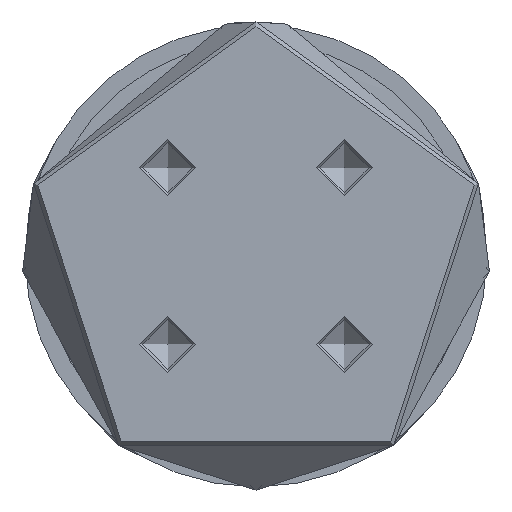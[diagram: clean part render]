
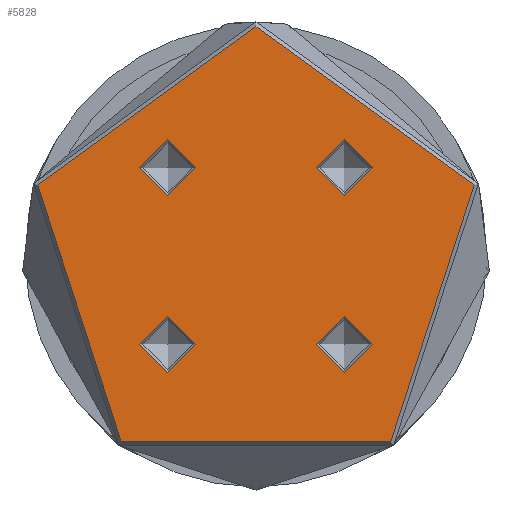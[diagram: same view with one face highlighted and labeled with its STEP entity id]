
A CAD part, front view. The second image highlights one B-rep face of the part: STEP entity #5828.
In plain terms, the highlighted face is planar.
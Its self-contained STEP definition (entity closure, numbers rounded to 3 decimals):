
#14 = AXIS2_PLACEMENT_3D ( 'NONE', #1320, #4610, #1790 ) ;
#75 = VERTEX_POINT ( 'NONE', #3012 ) ;
#110 = DIRECTION ( 'NONE',  ( 0., 0., 1. ) ) ;
#345 = EDGE_CURVE ( 'NONE', #75, #75, #1601, .T. ) ;
#368 = VERTEX_POINT ( 'NONE', #3999 ) ;
#476 = EDGE_LOOP ( 'NONE', ( #5788 ) ) ;
#803 = AXIS2_PLACEMENT_3D ( 'NONE', #4122, #1312, #4603 ) ;
#853 = FACE_BOUND ( 'NONE', #476, .T. ) ;
#1148 = ORIENTED_EDGE ( 'NONE', *, *, #4428, .F. ) ;
#1151 = CARTESIAN_POINT ( 'NONE',  ( -18.642, 14.142, 0. ) ) ;
#1281 = DIRECTION ( 'NONE',  ( 0., 0., 1. ) ) ;
#1312 = DIRECTION ( 'NONE',  ( 0., 0., -1. ) ) ;
#1320 = CARTESIAN_POINT ( 'NONE',  ( -14.142, 14.142, 0. ) ) ;
#1378 = VERTEX_POINT ( 'NONE', #4456 ) ;
#1418 = ORIENTED_EDGE ( 'NONE', *, *, #2654, .T. ) ;
#1536 = AXIS2_PLACEMENT_3D ( 'NONE', #2907, #110, #3384 ) ;
#1601 = CIRCLE ( 'NONE', #1653, 4.5 ) ;
#1653 = AXIS2_PLACEMENT_3D ( 'NONE', #2192, #5477, #2653 ) ;
#1790 = DIRECTION ( 'NONE',  ( -1., 0., 0. ) ) ;
#1952 = ORIENTED_EDGE ( 'NONE', *, *, #5757, .T. ) ;
#2182 = AXIS2_PLACEMENT_3D ( 'NONE', #4097, #1281, #4571 ) ;
#2192 = CARTESIAN_POINT ( 'NONE',  ( 14.142, -14.142, 0. ) ) ;
#2273 = CARTESIAN_POINT ( 'NONE',  ( -14.142, -14.142, 0. ) ) ;
#2653 = DIRECTION ( 'NONE',  ( 1., 0., 0. ) ) ;
#2654 = EDGE_CURVE ( 'NONE', #5753, #5753, #5976, .T. ) ;
#2727 = DIRECTION ( 'NONE',  ( -1., 0., 0. ) ) ;
#2907 = CARTESIAN_POINT ( 'NONE',  ( 14.142, 14.142, 0. ) ) ;
#2922 = AXIS2_PLACEMENT_3D ( 'NONE', #2273, #5562, #2727 ) ;
#3012 = CARTESIAN_POINT ( 'NONE',  ( 18.642, -14.142, 0. ) ) ;
#3124 = EDGE_LOOP ( 'NONE', ( #3990 ) ) ;
#3369 = FACE_OUTER_BOUND ( 'NONE', #6108, .T. ) ;
#3384 = DIRECTION ( 'NONE',  ( 1., 0., 0. ) ) ;
#3440 = FACE_BOUND ( 'NONE', #4019, .T. ) ;
#3485 = CIRCLE ( 'NONE', #1536, 4.5 ) ;
#3505 = FACE_BOUND ( 'NONE', #3124, .T. ) ;
#3514 = FACE_BOUND ( 'NONE', #4501, .T. ) ;
#3662 = PLANE ( 'NONE',  #803 ) ;
#3990 = ORIENTED_EDGE ( 'NONE', *, *, #345, .T. ) ;
#3999 = CARTESIAN_POINT ( 'NONE',  ( 36.75, 0., 0. ) ) ;
#4019 = EDGE_LOOP ( 'NONE', ( #1418 ) ) ;
#4097 = CARTESIAN_POINT ( 'NONE',  ( 0., 0., 0. ) ) ;
#4122 = CARTESIAN_POINT ( 'NONE',  ( 0., 0., 0. ) ) ;
#4311 = CIRCLE ( 'NONE', #2182, 36.75 ) ;
#4349 = EDGE_CURVE ( 'NONE', #1378, #1378, #5394, .T. ) ;
#4428 = EDGE_CURVE ( 'NONE', #4547, #4547, #3485, .T. ) ;
#4456 = CARTESIAN_POINT ( 'NONE',  ( -18.642, -14.142, 0. ) ) ;
#4501 = EDGE_LOOP ( 'NONE', ( #1148 ) ) ;
#4547 = VERTEX_POINT ( 'NONE', #4934 ) ;
#4571 = DIRECTION ( 'NONE',  ( 1., 0., 0. ) ) ;
#4603 = DIRECTION ( 'NONE',  ( -1., 0., 0. ) ) ;
#4610 = DIRECTION ( 'NONE',  ( 0., 0., -1. ) ) ;
#4934 = CARTESIAN_POINT ( 'NONE',  ( 18.642, 14.142, 0. ) ) ;
#5394 = CIRCLE ( 'NONE', #2922, 4.5 ) ;
#5477 = DIRECTION ( 'NONE',  ( 0., 0., -1. ) ) ;
#5562 = DIRECTION ( 'NONE',  ( 0., 0., 1. ) ) ;
#5753 = VERTEX_POINT ( 'NONE', #1151 ) ;
#5757 = EDGE_CURVE ( 'NONE', #368, #368, #4311, .T. ) ;
#5788 = ORIENTED_EDGE ( 'NONE', *, *, #4349, .F. ) ;
#5828 = ADVANCED_FACE ( 'NONE', ( #853, #3440, #3505, #3514, #3369 ), #3662, .F. ) ;
#5976 = CIRCLE ( 'NONE', #14, 4.5 ) ;
#6108 = EDGE_LOOP ( 'NONE', ( #1952 ) ) ;
